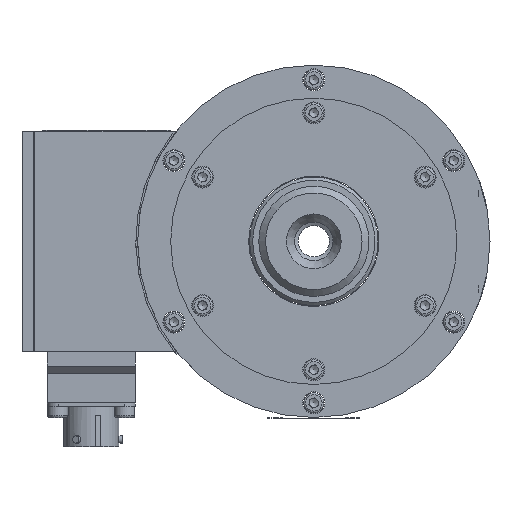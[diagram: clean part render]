
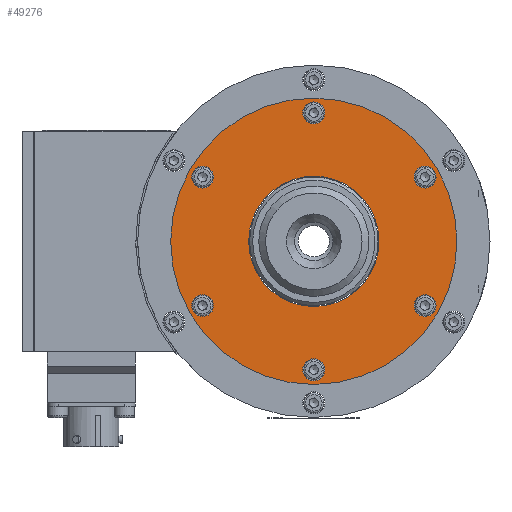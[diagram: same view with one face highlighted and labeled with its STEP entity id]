
A CAD part, left-side view. The second image highlights one B-rep face of the part: STEP entity #49276.
In plain terms, the highlighted planar face has unit normal (-1, 0, 0).
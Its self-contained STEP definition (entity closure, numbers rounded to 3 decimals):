
#70 = DIRECTION ( 'NONE',  ( 0., -1., 0. ) ) ;
#368 = DIRECTION ( 'NONE',  ( 0., 1., 0. ) ) ;
#1252 = ORIENTED_EDGE ( 'NONE', *, *, #51456, .F. ) ;
#1331 = DIRECTION ( 'NONE',  ( -1., 0., 0. ) ) ;
#2779 = DIRECTION ( 'NONE',  ( 0., 1., 0. ) ) ;
#2992 = ORIENTED_EDGE ( 'NONE', *, *, #31814, .F. ) ;
#4637 = AXIS2_PLACEMENT_3D ( 'NONE', #37096, #12183, #41394 ) ;
#7001 = EDGE_CURVE ( 'NONE', #51648, #51648, #25116, .T. ) ;
#7718 = EDGE_CURVE ( 'NONE', #51488, #51488, #16559, .T. ) ;
#7898 = CARTESIAN_POINT ( 'NONE',  ( -20.232, 99.457, 27.346 ) ) ;
#8999 = EDGE_LOOP ( 'NONE', ( #46793 ) ) ;
#10507 = ORIENTED_EDGE ( 'NONE', *, *, #37596, .T. ) ;
#11728 = AXIS2_PLACEMENT_3D ( 'NONE', #24816, #54421, #29056 ) ;
#12183 = DIRECTION ( 'NONE',  ( -1., 0., 0. ) ) ;
#12190 = EDGE_CURVE ( 'NONE', #50630, #50630, #35941, .T. ) ;
#13182 = CIRCLE ( 'NONE', #4637, 3. ) ;
#13502 = CARTESIAN_POINT ( 'NONE',  ( -20.232, 99.457, 62.346 ) ) ;
#14532 = EDGE_LOOP ( 'NONE', ( #32254 ) ) ;
#16559 = CIRCLE ( 'NONE', #47590, 3. ) ;
#16893 = CARTESIAN_POINT ( 'NONE',  ( -20.232, 69.146, 9.846 ) ) ;
#17986 = CARTESIAN_POINT ( 'NONE',  ( -20.232, 66.146, 27.096 ) ) ;
#18124 = CIRCLE ( 'NONE', #42655, 3. ) ;
#19340 = CARTESIAN_POINT ( 'NONE',  ( -20.232, 69.146, 79.846 ) ) ;
#21478 = AXIS2_PLACEMENT_3D ( 'NONE', #50280, #24925, #70 ) ;
#22230 = EDGE_LOOP ( 'NONE', ( #37514 ) ) ;
#22458 = CARTESIAN_POINT ( 'NONE',  ( -20.232, 27.146, 44.846 ) ) ;
#22511 = DIRECTION ( 'NONE',  ( 0., -1., 0. ) ) ;
#22789 = EDGE_CURVE ( 'NONE', #48763, #48763, #31223, .T. ) ;
#23310 = AXIS2_PLACEMENT_3D ( 'NONE', #23471, #53052, #27683 ) ;
#23471 = CARTESIAN_POINT ( 'NONE',  ( -20.232, 66.146, 9.846 ) ) ;
#24002 = CARTESIAN_POINT ( 'NONE',  ( -20.232, 66.146, 79.846 ) ) ;
#24816 = CARTESIAN_POINT ( 'NONE',  ( -20.232, 66.146, 44.846 ) ) ;
#24925 = DIRECTION ( 'NONE',  ( 1., 0., 0. ) ) ;
#25116 = CIRCLE ( 'NONE', #48312, 3. ) ;
#25227 = DIRECTION ( 'NONE',  ( -1., 0., 0. ) ) ;
#25924 = EDGE_LOOP ( 'NONE', ( #2992 ) ) ;
#26215 = CARTESIAN_POINT ( 'NONE',  ( -20.232, 35.835, 62.346 ) ) ;
#27683 = DIRECTION ( 'NONE',  ( 0., 1., 0. ) ) ;
#27747 = DIRECTION ( 'NONE',  ( -1., 0., 0. ) ) ;
#28229 = DIRECTION ( 'NONE',  ( 0., 1., 0. ) ) ;
#28556 = CARTESIAN_POINT ( 'NONE',  ( -20.232, 38.835, 62.346 ) ) ;
#29056 = DIRECTION ( 'NONE',  ( 0., -1., 0. ) ) ;
#30306 = CIRCLE ( 'NONE', #11728, 39. ) ;
#30424 = DIRECTION ( 'NONE',  ( 0., 1., 0. ) ) ;
#31223 = CIRCLE ( 'NONE', #23310, 3. ) ;
#31427 = FACE_BOUND ( 'NONE', #33963, .T. ) ;
#31433 = FACE_OUTER_BOUND ( 'NONE', #40859, .T. ) ;
#31475 = FACE_BOUND ( 'NONE', #8999, .T. ) ;
#31530 = FACE_BOUND ( 'NONE', #14532, .T. ) ;
#31588 = FACE_BOUND ( 'NONE', #25924, .T. ) ;
#31636 = FACE_BOUND ( 'NONE', #49438, .T. ) ;
#31681 = FACE_BOUND ( 'NONE', #47026, .T. ) ;
#31779 = FACE_BOUND ( 'NONE', #22230, .T. ) ;
#31814 = EDGE_CURVE ( 'NONE', #46330, #46330, #13182, .T. ) ;
#32254 = ORIENTED_EDGE ( 'NONE', *, *, #12190, .F. ) ;
#33324 = ORIENTED_EDGE ( 'NONE', *, *, #7001, .F. ) ;
#33963 = EDGE_LOOP ( 'NONE', ( #10507 ) ) ;
#35941 = CIRCLE ( 'NONE', #41400, 3. ) ;
#37096 = CARTESIAN_POINT ( 'NONE',  ( -20.232, 96.457, 62.346 ) ) ;
#37514 = ORIENTED_EDGE ( 'NONE', *, *, #7718, .F. ) ;
#37596 = EDGE_CURVE ( 'NONE', #44493, #44493, #48139, .T. ) ;
#39621 = AXIS2_PLACEMENT_3D ( 'NONE', #17986, #47812, #22511 ) ;
#39867 = VERTEX_POINT ( 'NONE', #19340 ) ;
#40788 = EDGE_CURVE ( 'NONE', #43598, #43598, #30306, .T. ) ;
#40859 = EDGE_LOOP ( 'NONE', ( #41953 ) ) ;
#41394 = DIRECTION ( 'NONE',  ( 0., 1., 0. ) ) ;
#41400 = AXIS2_PLACEMENT_3D ( 'NONE', #50574, #25227, #368 ) ;
#41953 = ORIENTED_EDGE ( 'NONE', *, *, #40788, .F. ) ;
#42655 = AXIS2_PLACEMENT_3D ( 'NONE', #24002, #53576, #28229 ) ;
#43288 = CARTESIAN_POINT ( 'NONE',  ( -20.232, 48.396, 44.846 ) ) ;
#43510 = PLANE ( 'NONE',  #39621 ) ;
#43598 = VERTEX_POINT ( 'NONE', #22458 ) ;
#44493 = VERTEX_POINT ( 'NONE', #43288 ) ;
#45751 = CARTESIAN_POINT ( 'NONE',  ( -20.232, 38.835, 27.346 ) ) ;
#46330 = VERTEX_POINT ( 'NONE', #13502 ) ;
#46793 = ORIENTED_EDGE ( 'NONE', *, *, #22789, .F. ) ;
#47026 = EDGE_LOOP ( 'NONE', ( #33324 ) ) ;
#47590 = AXIS2_PLACEMENT_3D ( 'NONE', #53108, #27747, #2779 ) ;
#47812 = DIRECTION ( 'NONE',  ( 1., 0., 0. ) ) ;
#48139 = CIRCLE ( 'NONE', #21478, 17.75 ) ;
#48312 = AXIS2_PLACEMENT_3D ( 'NONE', #26215, #1331, #30424 ) ;
#48763 = VERTEX_POINT ( 'NONE', #16893 ) ;
#49276 = ADVANCED_FACE ( 'NONE', ( #31779, #31588, #31636, #31681, #31530, #31475, #31433, #31427 ), #43510, .F. ) ;
#49438 = EDGE_LOOP ( 'NONE', ( #1252 ) ) ;
#50280 = CARTESIAN_POINT ( 'NONE',  ( -20.232, 66.146, 44.846 ) ) ;
#50574 = CARTESIAN_POINT ( 'NONE',  ( -20.232, 35.835, 27.346 ) ) ;
#50630 = VERTEX_POINT ( 'NONE', #45751 ) ;
#51456 = EDGE_CURVE ( 'NONE', #39867, #39867, #18124, .T. ) ;
#51488 = VERTEX_POINT ( 'NONE', #7898 ) ;
#51648 = VERTEX_POINT ( 'NONE', #28556 ) ;
#53052 = DIRECTION ( 'NONE',  ( -1., 0., 0. ) ) ;
#53108 = CARTESIAN_POINT ( 'NONE',  ( -20.232, 96.457, 27.346 ) ) ;
#53576 = DIRECTION ( 'NONE',  ( -1., 0., 0. ) ) ;
#54421 = DIRECTION ( 'NONE',  ( 1., 0., 0. ) ) ;
